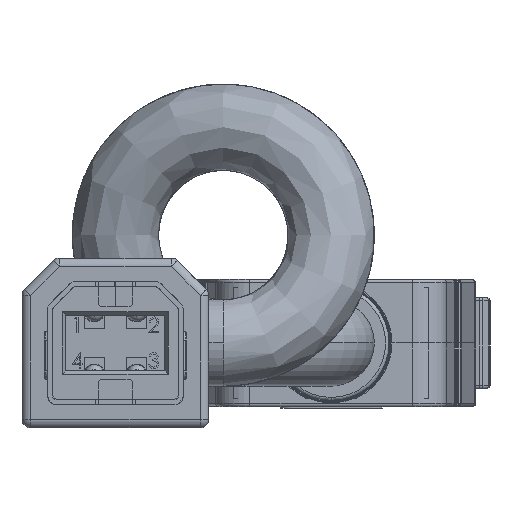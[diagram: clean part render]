
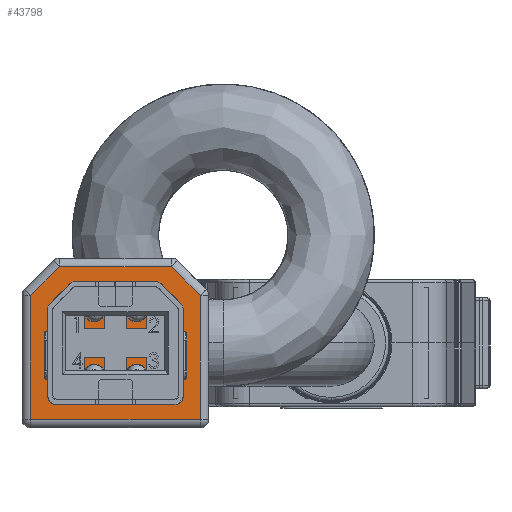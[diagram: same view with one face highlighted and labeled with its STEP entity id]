
A CAD part, front view. The second image highlights one B-rep face of the part: STEP entity #43798.
In plain terms, the highlighted face is planar.
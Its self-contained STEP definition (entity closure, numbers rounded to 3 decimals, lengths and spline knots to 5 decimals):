
#2708 = FACE_OUTER_BOUND ( 'NONE', #17083, .T. ) ;
#3737 = CARTESIAN_POINT ( 'NONE',  ( -0.19685, 0.21654, 0. ) ) ;
#3740 = PLANE ( 'NONE',  #65021 ) ;
#3742 = DIRECTION ( 'NONE',  ( 0., 0., 1. ) ) ;
#3743 = DIRECTION ( 'NONE',  ( 1., 0., 0. ) ) ;
#17083 = EDGE_LOOP ( 'NONE', ( #61811, #61812, #61813, #61814, #61815, #61816 ) ) ;
#28988 = CARTESIAN_POINT ( 'NONE',  ( -0.17717, 0.12964, 0. ) ) ;
#29026 = CARTESIAN_POINT ( 'NONE',  ( -0.17717, -0.12964, 0. ) ) ;
#29034 = CARTESIAN_POINT ( 'NONE',  ( -0.10996, 0.19685, 0. ) ) ;
#29035 = CARTESIAN_POINT ( 'NONE',  ( 0.17717, 0.19685, 0. ) ) ;
#29163 = CARTESIAN_POINT ( 'NONE',  ( 0.17717, -0.19685, 0. ) ) ;
#29164 = CARTESIAN_POINT ( 'NONE',  ( -0.10996, -0.19685, 0. ) ) ;
#30416 = LINE ( 'NONE', #32239, #30427 ) ;
#30422 = LINE ( 'NONE', #32256, #30425 ) ;
#30425 = VECTOR ( 'NONE', #32259, 39.37008 ) ;
#30427 = VECTOR ( 'NONE', #32261, 39.37008 ) ;
#30436 = LINE ( 'NONE', #32285, #30438 ) ;
#30438 = VECTOR ( 'NONE', #32275, 39.37008 ) ;
#30463 = LINE ( 'NONE', #32359, #30466 ) ;
#30466 = VECTOR ( 'NONE', #32361, 39.37008 ) ;
#30486 = LINE ( 'NONE', #32410, #30489 ) ;
#30489 = VECTOR ( 'NONE', #32412, 39.37008 ) ;
#30532 = LINE ( 'NONE', #32511, #30535 ) ;
#30535 = VECTOR ( 'NONE', #32513, 39.37008 ) ;
#32239 = CARTESIAN_POINT ( 'NONE',  ( 0.19685, 0.19685, 0. ) ) ;
#32256 = CARTESIAN_POINT ( 'NONE',  ( 0.17717, 0.21654, 0. ) ) ;
#32259 = DIRECTION ( 'NONE',  ( 0., -1., 0. ) ) ;
#32261 = DIRECTION ( 'NONE',  ( 1., 0., 0. ) ) ;
#32275 = DIRECTION ( 'NONE',  ( 0.707, 0.707, 0. ) ) ;
#32285 = CARTESIAN_POINT ( 'NONE',  ( -0.14356, 0.16325, 0. ) ) ;
#32359 = CARTESIAN_POINT ( 'NONE',  ( -0.3601, 0.05329, 0. ) ) ;
#32361 = DIRECTION ( 'NONE',  ( -0.707, 0.707, 0. ) ) ;
#32410 = CARTESIAN_POINT ( 'NONE',  ( -0.19685, -0.19685, 0. ) ) ;
#32412 = DIRECTION ( 'NONE',  ( -1., 0., 0. ) ) ;
#32511 = CARTESIAN_POINT ( 'NONE',  ( -0.17717, 0.21654, 0. ) ) ;
#32513 = DIRECTION ( 'NONE',  ( 0., 1., 0. ) ) ;
#43798 = ADVANCED_FACE ( 'NONE', ( #2708 ), #3740, .F. ) ;
#56003 = VERTEX_POINT ( 'NONE', #28988 ) ;
#56069 = VERTEX_POINT ( 'NONE', #29026 ) ;
#56083 = VERTEX_POINT ( 'NONE', #29034 ) ;
#56084 = VERTEX_POINT ( 'NONE', #29035 ) ;
#56324 = VERTEX_POINT ( 'NONE', #29164 ) ;
#56337 = VERTEX_POINT ( 'NONE', #29163 ) ;
#61811 = ORIENTED_EDGE ( 'NONE', *, *, #69472, .T. ) ;
#61812 = ORIENTED_EDGE ( 'NONE', *, *, #69421, .T. ) ;
#61813 = ORIENTED_EDGE ( 'NONE', *, *, #69414, .T. ) ;
#61814 = ORIENTED_EDGE ( 'NONE', *, *, #69413, .T. ) ;
#61815 = ORIENTED_EDGE ( 'NONE', *, *, #69448, .T. ) ;
#61816 = ORIENTED_EDGE ( 'NONE', *, *, #69436, .T. ) ;
#65021 = AXIS2_PLACEMENT_3D ( 'NONE', #3737, #3742, #3743 ) ;
#69413 = EDGE_CURVE ( 'NONE', #56084, #56337, #30422, .T. ) ;
#69414 = EDGE_CURVE ( 'NONE', #56083, #56084, #30416, .T. ) ;
#69421 = EDGE_CURVE ( 'NONE', #56003, #56083, #30436, .T. ) ;
#69436 = EDGE_CURVE ( 'NONE', #56324, #56069, #30463, .T. ) ;
#69448 = EDGE_CURVE ( 'NONE', #56337, #56324, #30486, .T. ) ;
#69472 = EDGE_CURVE ( 'NONE', #56069, #56003, #30532, .T. ) ;
